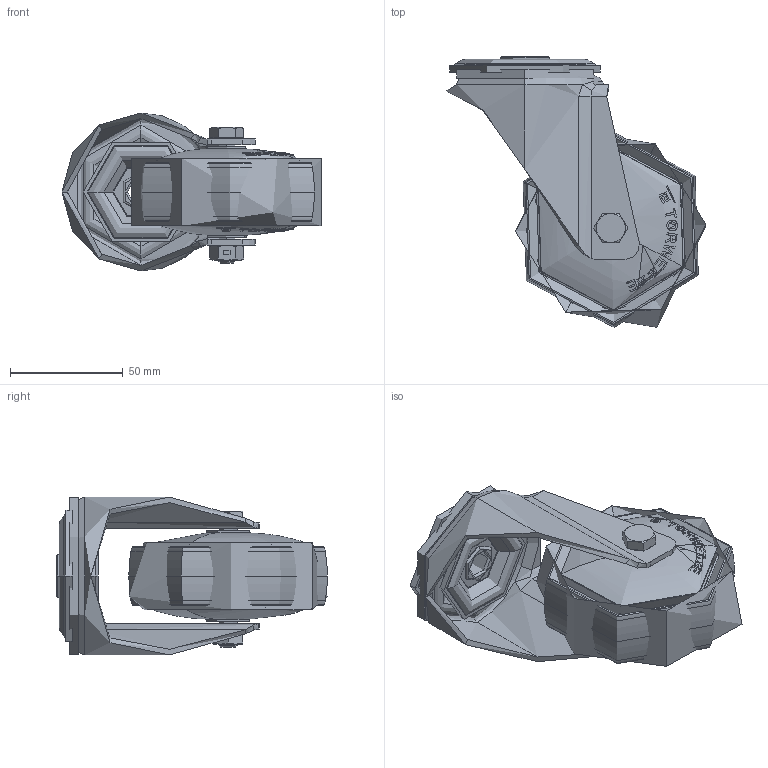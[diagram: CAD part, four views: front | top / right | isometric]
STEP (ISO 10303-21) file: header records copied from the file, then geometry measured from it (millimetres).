
FILE_DESCRIPTION (( 'STEP AP214' ), '1' );
FILE_NAME ('0056136.step', '2023-11-10T07:43:22', ( '' ), ( '' ), 'SwSTEP 2.0', 'SolidWorks 2020', '' );
FILE_SCHEMA (( 'AUTOMOTIVE_DESIGN' ));
Length unit declared in the file: millimetre
Products named in the file (1): 0056136
Bounding box: 115.23 x 119.98 x 70 mm (x, y, z)
Volume: 216041.9 mm3; surface area: 122146.9 mm2
Topology: 10 solids, 11 shells, 774 faces, 1960 edges, 1223 vertices
Faces by surface type: bspline 312, torus 186, cylinder 89, cone 88, plane 83, sphere 16
Entity records: 46874 total; most frequent: CARTESIAN_POINT 22428, ORIENTED_EDGE 3856, DIRECTION 2349, EDGE_CURVE 1928, VERTEX_POINT 1207, B_SPLINE_CURVE_WITH_KNOTS 1090, AXIS2_PLACEMENT_3D 1059, EDGE_LOOP 845
